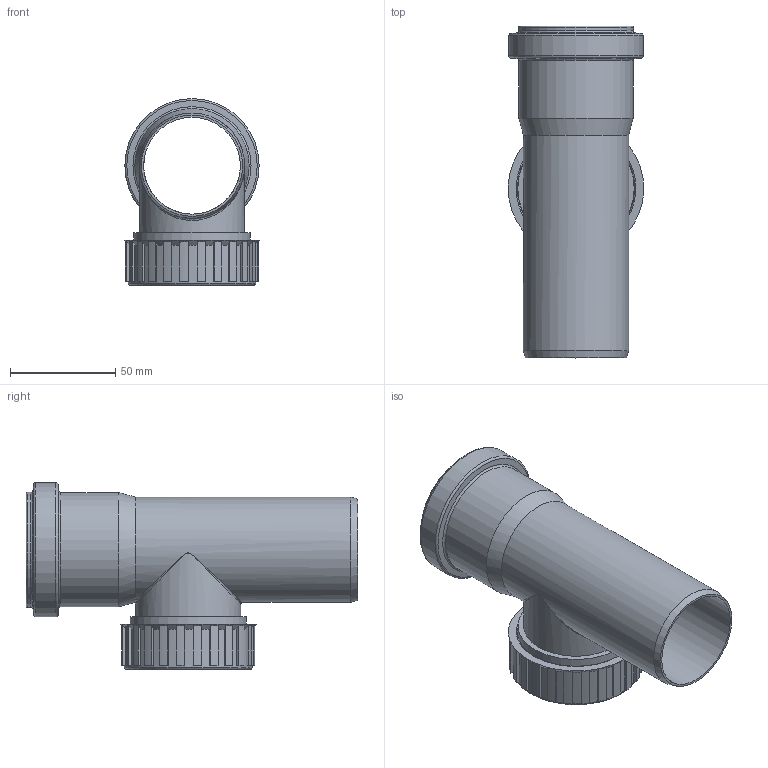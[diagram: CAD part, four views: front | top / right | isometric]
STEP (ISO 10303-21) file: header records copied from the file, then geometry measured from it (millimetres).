
FILE_DESCRIPTION(/* description */ (''),/* implementation_level */ '2;1');
FILE_NAME(/* name */ '172600 HTsafeRE DN_OD 50 Zusammenbau.stp',/* time_stamp */ '2017-03-13T09:14:14+01:00',/* author */ ('user1'),/* organization */ (''),/* preprocessor_version */ 'ST-DEVELOPER v16.1',/* originating_system */ 'Autodesk Inventor 2016',/* authorisation */ '');
FILE_SCHEMA (('AUTOMOTIVE_DESIGN { 1 0 10303 214 3 1 1 }'));
Length unit declared in the file: millimetre
Products named in the file (3): 112600 HTRE DN_OD 50; 112600 HTRE DN_OD 50 Deckel; 172600 HTsafeRE DN_OD 50 Zusammenbau
Assembly tree (2 placements, depth 2):
  172600 HTsafeRE DN_OD 50 Zusammenbau
    112600 HTRE DN_OD 50
    112600 HTRE DN_OD 50 Deckel
Bounding box: 64.56 x 158 x 88.95 mm (x, y, z)
Volume: 90466.2 mm3; surface area: 75878.1 mm2
Topology: 2 solids, 2 shells, 181 faces, 466 edges, 298 vertices
Faces by surface type: plane 95, cylinder 49, torus 22, cone 14, bspline 1
Full cylindrical faces by diameter (mm): 43.4 x1, 46 x1, 46.1 x1, 50 x2, 50.1 x1, 50.8 x1, 51.1 x2, 51.6 x1, 54.4 x1, 54.7 x1, 55.423 x1, 56 x1, 60.3 x1, 60.8 x1, 63.9 x1
Entity records: 5807 total; most frequent: CARTESIAN_POINT 1470, DIRECTION 922, ORIENTED_EDGE 830, EDGE_CURVE 415, AXIS2_PLACEMENT_3D 351, VERTEX_POINT 293, EDGE_LOOP 240, LINE 220
